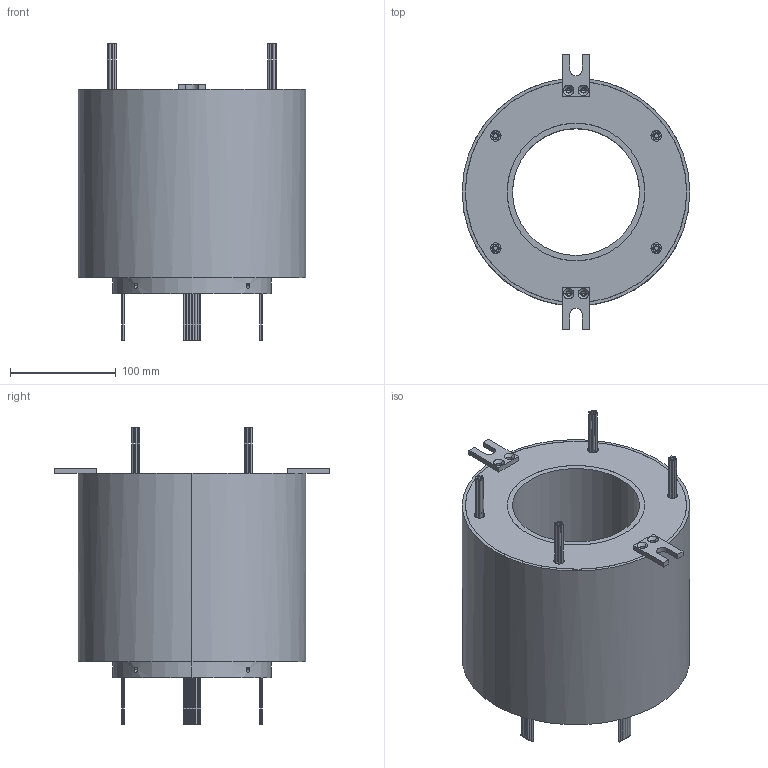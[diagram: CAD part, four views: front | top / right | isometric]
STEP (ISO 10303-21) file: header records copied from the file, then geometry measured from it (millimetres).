
FILE_DESCRIPTION (( 'STEP AP203' ), '1' );
FILE_NAME ('MT120215-P2410.STEP', '2020-08-05T01:11:48', ( 'gongcheng1' ), ( '' ), 'SwSTEP 2.0', 'SolidWorks 2014', '' );
FILE_SCHEMA (( 'CONFIG_CONTROL_DESIGN' ));
Length unit declared in the file: millimetre
Products named in the file (1): MT120215-P2410
Bounding box: 215 x 260 x 280 mm (x, y, z)
Volume: 4556067.9 mm3; surface area: 284230.3 mm2
Topology: 1 solids, 1 shells, 276 faces, 608 edges, 392 vertices
Faces by surface type: cylinder 170, plane 90, cone 16
Entity records: 8245 total; most frequent: CARTESIAN_POINT 1765, DIRECTION 1482, ORIENTED_EDGE 1200, AXIS2_PLACEMENT_3D 621, EDGE_CURVE 600, VERTEX_POINT 392, EDGE_LOOP 356, CIRCLE 344
